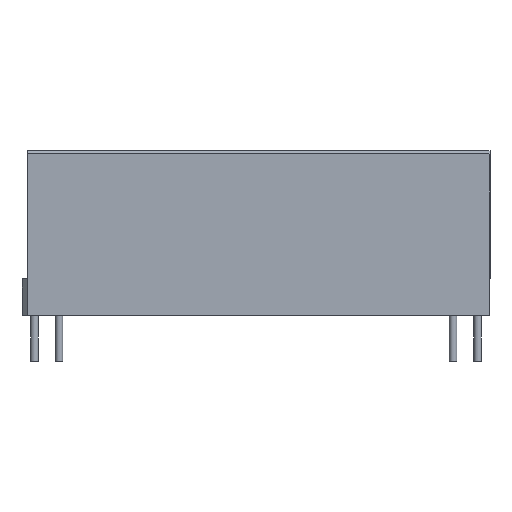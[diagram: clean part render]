
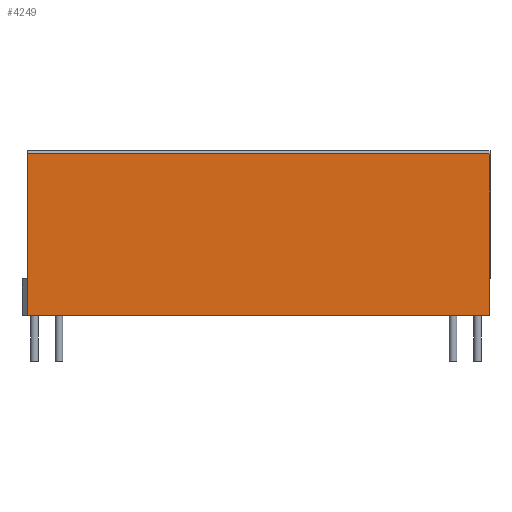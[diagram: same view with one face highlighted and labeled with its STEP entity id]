
A CAD part, front view. The second image highlights one B-rep face of the part: STEP entity #4249.
In plain terms, the highlighted planar face has unit normal (0, -1, 0).
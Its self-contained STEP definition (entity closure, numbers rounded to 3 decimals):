
#363=FACE_OUTER_BOUND($,#645,.T.);
#645=EDGE_LOOP($,(#3550,#3551,#3552,#3553));
#975=LINE($,#6348,#1455);
#1273=LINE($,#6942,#1753);
#1274=LINE($,#6944,#1754);
#1275=LINE($,#6945,#1755);
#1455=VECTOR($,#4990,37.52);
#1753=VECTOR($,#5576,13.15);
#1754=VECTOR($,#5577,13.15);
#1755=VECTOR($,#5578,37.52);
#1935=VERTEX_POINT($,#6345);
#1936=VERTEX_POINT($,#6347);
#2088=VERTEX_POINT($,#6941);
#2089=VERTEX_POINT($,#6943);
#2335=EDGE_CURVE($,#1936,#1935,#975,.T.);
#2633=EDGE_CURVE($,#2088,#1936,#1273,.T.);
#2634=EDGE_CURVE($,#1935,#2089,#1274,.T.);
#2635=EDGE_CURVE($,#2088,#2089,#1275,.T.);
#3550=ORIENTED_EDGE($,*,*,#2633,.T.);
#3551=ORIENTED_EDGE($,*,*,#2335,.T.);
#3552=ORIENTED_EDGE($,*,*,#2634,.T.);
#3553=ORIENTED_EDGE($,*,*,#2635,.F.);
#4007=PLANE($,#4614);
#4249=ADVANCED_FACE($,(#363),#4007,.T.);
#4614=AXIS2_PLACEMENT_3D($,#6940,#5574,#5575);
#4990=DIRECTION($,(1.,0.,0.));
#5574=DIRECTION('center_axis',(0.,-1.,0.));
#5575=DIRECTION('ref_axis',(0.,0.,-1.));
#5576=DIRECTION($,(0.,0.,-1.));
#5577=DIRECTION($,(0.,0.,1.));
#5578=DIRECTION($,(1.,0.,0.));
#6345=CARTESIAN_POINT('',(19.,-7.7,0.));
#6347=CARTESIAN_POINT('',(-18.52,-7.7,0.));
#6348=CARTESIAN_POINT($,(-18.52,-7.7,0.));
#6940=CARTESIAN_POINT('Origin',(-19.35,-7.7,13.15));
#6941=CARTESIAN_POINT('',(-18.52,-7.7,13.15));
#6942=CARTESIAN_POINT($,(-18.52,-7.7,13.15));
#6943=CARTESIAN_POINT('',(19.,-7.7,13.15));
#6944=CARTESIAN_POINT($,(19.,-7.7,0.));
#6945=CARTESIAN_POINT($,(-18.52,-7.7,13.15));
